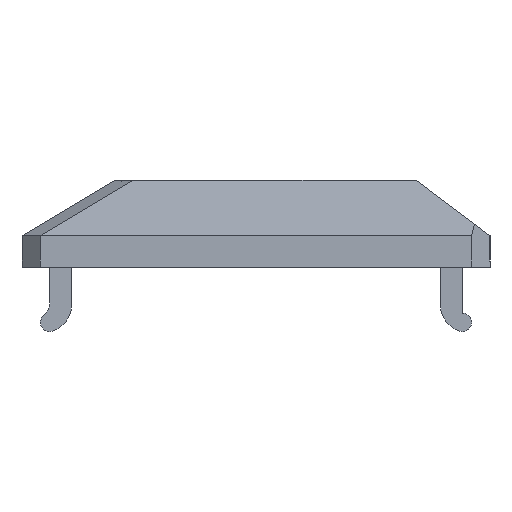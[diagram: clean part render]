
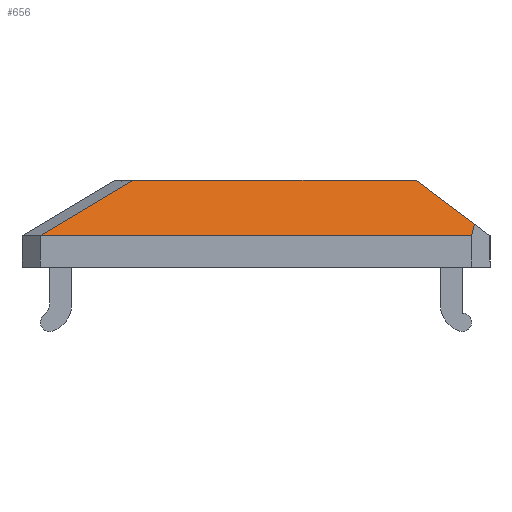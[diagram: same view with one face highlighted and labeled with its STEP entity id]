
A CAD part, left-side view. The second image highlights one B-rep face of the part: STEP entity #656.
In plain terms, the highlighted planar face has unit normal (-0.97, 0, 0.242).
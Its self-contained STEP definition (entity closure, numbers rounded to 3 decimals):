
#24 = CARTESIAN_POINT ( 'NONE',  ( -40.06, 0., 10.015 ) ) ;
#73 = EDGE_CURVE ( 'NONE', #954, #226, #1260, .T. ) ;
#75 = VECTOR ( 'NONE', #2035, 1000. ) ;
#221 = EDGE_CURVE ( 'NONE', #1966, #954, #1320, .T. ) ;
#226 = VERTEX_POINT ( 'NONE', #1149 ) ;
#297 = EDGE_LOOP ( 'NONE', ( #2098, #1356, #1284, #1011, #1721 ) ) ;
#375 = CARTESIAN_POINT ( 'NONE',  ( -42.439, 0., 0.5 ) ) ;
#422 = DIRECTION ( 'NONE',  ( 0.97, 0., -0.243 ) ) ;
#479 = EDGE_CURVE ( 'NONE', #226, #1873, #507, .T. ) ;
#507 = LINE ( 'NONE', #680, #1600 ) ;
#541 = VECTOR ( 'NONE', #918, 1000. ) ;
#606 = FACE_OUTER_BOUND ( 'NONE', #297, .T. ) ;
#656 = ADVANCED_FACE ( 'NONE', ( #606 ), #742, .F. ) ;
#680 = CARTESIAN_POINT ( 'NONE',  ( -42.439, -12.29, 0.5 ) ) ;
#722 = CARTESIAN_POINT ( 'NONE',  ( -42.328, -11.401, 0.944 ) ) ;
#731 = CARTESIAN_POINT ( 'NONE',  ( -41.689, -8.29, 3.5 ) ) ;
#742 = PLANE ( 'NONE',  #1760 ) ;
#775 = DIRECTION ( 'NONE',  ( -0.243, 0., -0.97 ) ) ;
#803 = LINE ( 'NONE', #1720, #1841 ) ;
#918 = DIRECTION ( 'NONE',  ( 0.236, -0.236, 0.943 ) ) ;
#954 = VERTEX_POINT ( 'NONE', #1824 ) ;
#1011 = ORIENTED_EDGE ( 'NONE', *, *, #2058, .T. ) ;
#1049 = EDGE_CURVE ( 'NONE', #1966, #2127, #2250, .T. ) ;
#1149 = CARTESIAN_POINT ( 'NONE',  ( -42.281, -11.448, 1.132 ) ) ;
#1260 = LINE ( 'NONE', #722, #541 ) ;
#1284 = ORIENTED_EDGE ( 'NONE', *, *, #479, .T. ) ;
#1320 = LINE ( 'NONE', #375, #1677 ) ;
#1336 = DIRECTION ( 'NONE',  ( 0., -1., 0. ) ) ;
#1356 = ORIENTED_EDGE ( 'NONE', *, *, #73, .T. ) ;
#1600 = VECTOR ( 'NONE', #2207, 1000. ) ;
#1677 = VECTOR ( 'NONE', #1336, 1000. ) ;
#1720 = CARTESIAN_POINT ( 'NONE',  ( -41.689, 7.11, 3.5 ) ) ;
#1721 = ORIENTED_EDGE ( 'NONE', *, *, #1049, .F. ) ;
#1760 = AXIS2_PLACEMENT_3D ( 'NONE', #24, #422, #775 ) ;
#1824 = CARTESIAN_POINT ( 'NONE',  ( -42.439, -11.29, 0.5 ) ) ;
#1841 = VECTOR ( 'NONE', #1897, 1000. ) ;
#1856 = CARTESIAN_POINT ( 'NONE',  ( -42.439, 12.11, 0.5 ) ) ;
#1873 = VERTEX_POINT ( 'NONE', #731 ) ;
#1884 = CARTESIAN_POINT ( 'NONE',  ( -41.689, 7.11, 3.5 ) ) ;
#1897 = DIRECTION ( 'NONE',  ( 0., 1., 0. ) ) ;
#1966 = VERTEX_POINT ( 'NONE', #1856 ) ;
#2035 = DIRECTION ( 'NONE',  ( 0.128, -0.85, 0.51 ) ) ;
#2044 = CARTESIAN_POINT ( 'NONE',  ( -42.439, 12.11, 0.5 ) ) ;
#2058 = EDGE_CURVE ( 'NONE', #1873, #2127, #803, .T. ) ;
#2098 = ORIENTED_EDGE ( 'NONE', *, *, #221, .T. ) ;
#2127 = VERTEX_POINT ( 'NONE', #1884 ) ;
#2207 = DIRECTION ( 'NONE',  ( 0.148, 0.791, 0.593 ) ) ;
#2250 = LINE ( 'NONE', #2044, #75 ) ;
